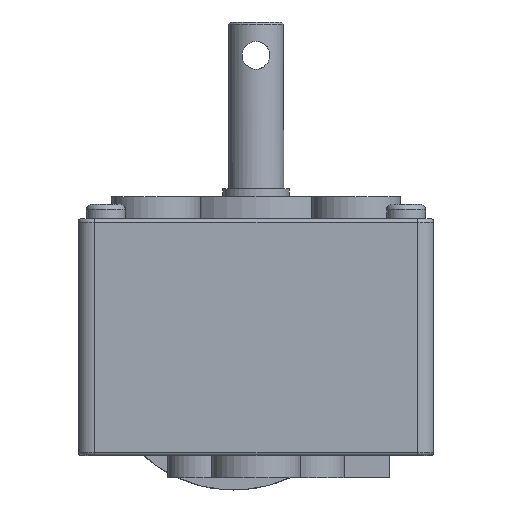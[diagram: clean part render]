
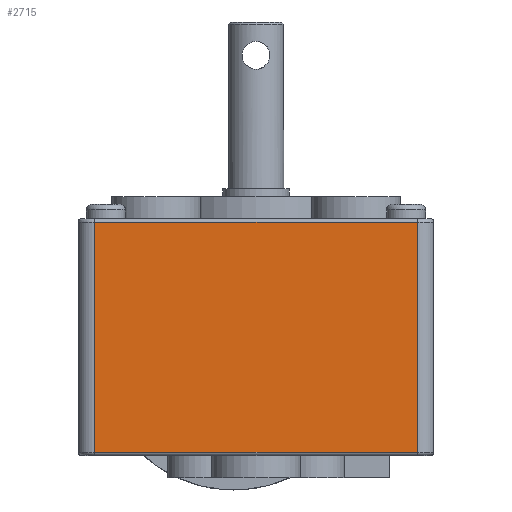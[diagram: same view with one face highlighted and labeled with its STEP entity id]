
A CAD part, left-side view. The second image highlights one B-rep face of the part: STEP entity #2715.
In plain terms, the highlighted planar face has unit normal (-1, 0, 0).
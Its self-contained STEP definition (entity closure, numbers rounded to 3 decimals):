
#2056=CARTESIAN_POINT('',(-23.0,14.5,0.3));
#2057=VERTEX_POINT('',#2056);
#2091=CARTESIAN_POINT('',(-23.0,14.5,21.));
#2092=VERTEX_POINT('',#2091);
#2125=CARTESIAN_POINT('',(-23.0,14.5,0.3));
#2126=DIRECTION('',(0.0,0.0,1.0));
#2127=VECTOR('',#2126,20.7);
#2128=LINE('',#2125,#2127);
#2129=EDGE_CURVE('',#2057,#2092,#2128,.T.);
#2618=CARTESIAN_POINT('',(-23.,-14.5,0.3));
#2619=VERTEX_POINT('',#2618);
#2644=CARTESIAN_POINT('',(-23.,-14.5,21.));
#2645=VERTEX_POINT('',#2644);
#2673=CARTESIAN_POINT('',(-23.0,-14.5,21.));
#2674=DIRECTION('',(0.0,0.0,-1.0));
#2675=VECTOR('',#2674,20.7);
#2676=LINE('',#2673,#2675);
#2677=EDGE_CURVE('',#2645,#2619,#2676,.T.);
#2690=CARTESIAN_POINT('',(-23.0,-14.5,0.3));
#2691=DIRECTION('',(0.0,1.0,0.0));
#2692=VECTOR('',#2691,29.0);
#2693=LINE('',#2690,#2692);
#2694=EDGE_CURVE('',#2619,#2057,#2693,.T.);
#2699=CARTESIAN_POINT('',(-23.0,-16.,0.0));
#2700=DIRECTION('',(-1.0,0.0,0.0));
#2701=DIRECTION('',(0.0,0.0,1.0));
#2702=AXIS2_PLACEMENT_3D('',#2699,#2700,#2701);
#2703=PLANE('',#2702);
#2704=ORIENTED_EDGE('',*,*,#2129,.F.);
#2705=ORIENTED_EDGE('',*,*,#2694,.F.);
#2706=ORIENTED_EDGE('',*,*,#2677,.F.);
#2707=CARTESIAN_POINT('',(-23.0,14.5,21.));
#2708=DIRECTION('',(0.0,-1.0,0.0));
#2709=VECTOR('',#2708,29.0);
#2710=LINE('',#2707,#2709);
#2711=EDGE_CURVE('',#2092,#2645,#2710,.T.);
#2712=ORIENTED_EDGE('',*,*,#2711,.F.);
#2713=EDGE_LOOP('',(#2704,#2705,#2706,#2712));
#2714=FACE_OUTER_BOUND('',#2713,.T.);
#2715=ADVANCED_FACE('',(#2714),#2703,.T.);
